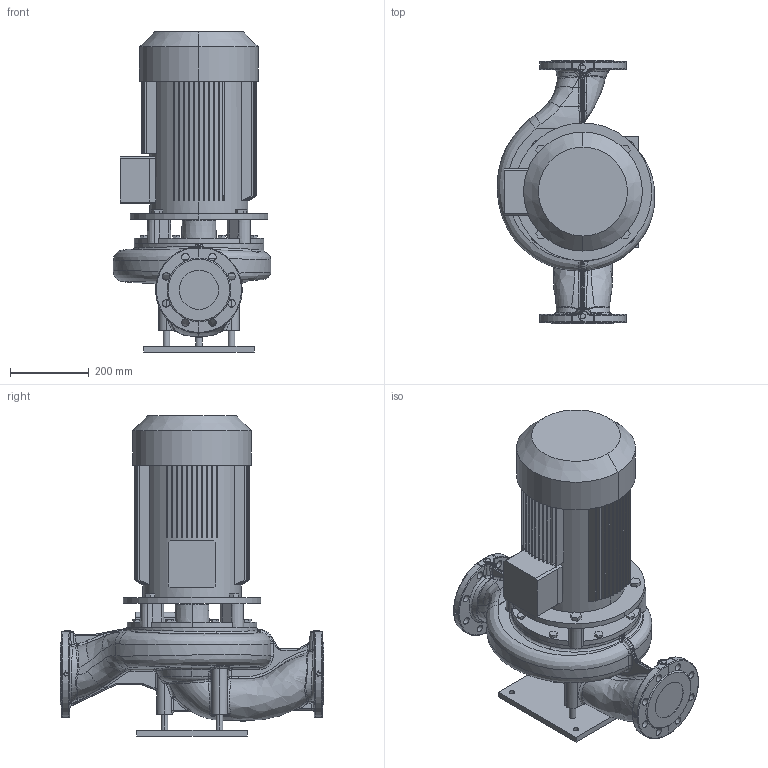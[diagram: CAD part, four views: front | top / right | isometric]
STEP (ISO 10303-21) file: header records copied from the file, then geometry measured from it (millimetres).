
FILE_DESCRIPTION (( 'STEP AP203' ), '1' );
FILE_NAME ('VariA 100-25.STEP', '2014-07-09T07:19:24', ( '' ), ( '' ), 'SwSTEP 2.0', 'SolidWorks 2011', '' );
FILE_SCHEMA (( 'CONFIG_CONTROL_DESIGN' ));
Products named in the file (1): VariA 100-25
Bounding box: 400.25 x 670 x 813.1 mm (x, y, z)
Volume: 52008655.9 mm3; surface area: 2403648.6 mm2
Topology: 5 solids, 5 shells, 1054 faces, 2648 edges, 1612 vertices
Faces by surface type: plane 322, bspline 284, cylinder 265, cone 101, sphere 51, torus 31
Entity records: 141286 total; most frequent: CARTESIAN_POINT 118400, ORIENTED_EDGE 5248, DIRECTION 4159, EDGE_CURVE 2624, VERTEX_POINT 1612, AXIS2_PLACEMENT_3D 1591, EDGE_LOOP 1126, FACE_OUTER_BOUND 1054
